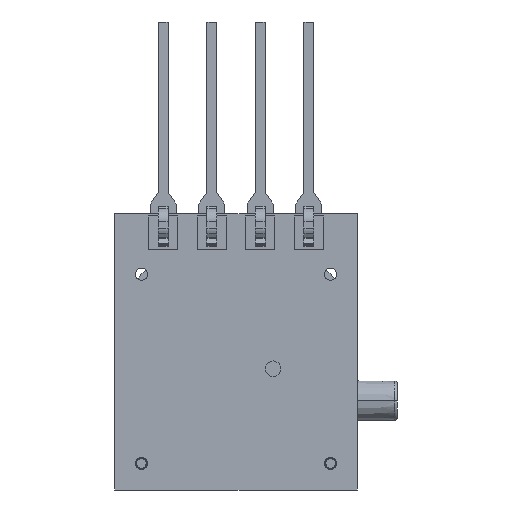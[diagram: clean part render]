
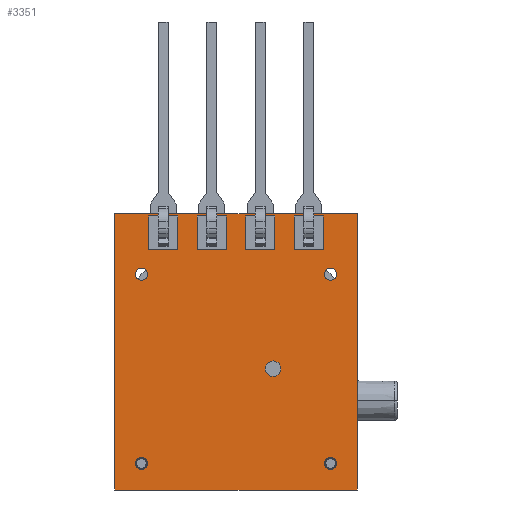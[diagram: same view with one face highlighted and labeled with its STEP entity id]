
A CAD part, front view. The second image highlights one B-rep face of the part: STEP entity #3351.
In plain terms, the highlighted planar face has unit normal (0, -1, 0).
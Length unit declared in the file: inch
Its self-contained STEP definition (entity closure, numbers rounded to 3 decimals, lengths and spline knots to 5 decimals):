
#75 = LINE ( 'NONE', #4386, #1556 ) ;
#271 = ORIENTED_EDGE ( 'NONE', *, *, #1035, .T. ) ;
#285 = VECTOR ( 'NONE', #572, 39.37008 ) ;
#319 = DIRECTION ( 'NONE',  ( 0., 1., 0. ) ) ;
#332 = EDGE_CURVE ( 'NONE', #2442, #3370, #75, .T. ) ;
#410 = ORIENTED_EDGE ( 'NONE', *, *, #6753, .T. ) ;
#457 = CARTESIAN_POINT ( 'NONE',  ( 0.445, -0.0125, -0.125 ) ) ;
#572 = DIRECTION ( 'NONE',  ( 0., 0., 1. ) ) ;
#686 = CIRCLE ( 'NONE', #5078, 0.0125 ) ;
#705 = DIRECTION ( 'NONE',  ( 0., 0., -1. ) ) ;
#897 = AXIS2_PLACEMENT_3D ( 'NONE', #3245, #4987, #6283 ) ;
#963 = DIRECTION ( 'NONE',  ( 0., 1., 0. ) ) ;
#969 = DIRECTION ( 'NONE',  ( 0., 0., -1. ) ) ;
#1000 = CIRCLE ( 'NONE', #4518, 0.016 ) ;
#1029 = DIRECTION ( 'NONE',  ( 0., 1., 0. ) ) ;
#1035 = EDGE_CURVE ( 'NONE', #1777, #3383, #4293, .T. ) ;
#1085 = LINE ( 'NONE', #1742, #6703 ) ;
#1102 = VERTEX_POINT ( 'NONE', #1803 ) ;
#1279 = AXIS2_PLACEMENT_3D ( 'NONE', #2905, #5394, #2471 ) ;
#1356 = EDGE_CURVE ( 'NONE', #5122, #1828, #4023, .T. ) ;
#1385 = EDGE_CURVE ( 'NONE', #3370, #1102, #2164, .T. ) ;
#1442 = VERTEX_POINT ( 'NONE', #6431 ) ;
#1530 = VERTEX_POINT ( 'NONE', #4815 ) ;
#1556 = VECTOR ( 'NONE', #705, 39.37008 ) ;
#1581 = CARTESIAN_POINT ( 'NONE',  ( 0., -0.0125, -0.57 ) ) ;
#1601 = ORIENTED_EDGE ( 'NONE', *, *, #1385, .F. ) ;
#1661 = CARTESIAN_POINT ( 'NONE',  ( 0., -0.0125, -0.57 ) ) ;
#1742 = CARTESIAN_POINT ( 'NONE',  ( 0., -0.0125, 0. ) ) ;
#1777 = VERTEX_POINT ( 'NONE', #4166 ) ;
#1803 = CARTESIAN_POINT ( 'NONE',  ( 0., -0.0125, -0.57 ) ) ;
#1816 = VERTEX_POINT ( 'NONE', #5868 ) ;
#1828 = VERTEX_POINT ( 'NONE', #7768 ) ;
#1907 = CIRCLE ( 'NONE', #3674, 0.0125 ) ;
#1933 = ORIENTED_EDGE ( 'NONE', *, *, #2769, .T. ) ;
#2041 = EDGE_LOOP ( 'NONE', ( #5401, #7684 ) ) ;
#2075 = AXIS2_PLACEMENT_3D ( 'NONE', #5707, #319, #2708 ) ;
#2102 = ORIENTED_EDGE ( 'NONE', *, *, #6869, .T. ) ;
#2164 = LINE ( 'NONE', #1581, #7362 ) ;
#2197 = CIRCLE ( 'NONE', #2075, 0.0125 ) ;
#2291 = FACE_BOUND ( 'NONE', #4231, .T. ) ;
#2321 = LINE ( 'NONE', #5404, #285 ) ;
#2380 = DIRECTION ( 'NONE',  ( 0., 1., 0. ) ) ;
#2426 = CIRCLE ( 'NONE', #5457, 0.0125 ) ;
#2427 = EDGE_CURVE ( 'NONE', #1828, #5122, #1000, .T. ) ;
#2442 = VERTEX_POINT ( 'NONE', #7198 ) ;
#2471 = DIRECTION ( 'NONE',  ( 0., 0., 1. ) ) ;
#2649 = CIRCLE ( 'NONE', #897, 0.0125 ) ;
#2708 = DIRECTION ( 'NONE',  ( 0., 0., 1. ) ) ;
#2769 = EDGE_CURVE ( 'NONE', #1442, #1816, #7312, .T. ) ;
#2774 = FACE_BOUND ( 'NONE', #2041, .T. ) ;
#2788 = CARTESIAN_POINT ( 'NONE',  ( 0.445, -0.0125, -0.515 ) ) ;
#2845 = DIRECTION ( 'NONE',  ( 0., 0., 1. ) ) ;
#2905 = CARTESIAN_POINT ( 'NONE',  ( 0.445, -0.0125, -0.125 ) ) ;
#2918 = DIRECTION ( 'NONE',  ( 0., 1., 0. ) ) ;
#2928 = FACE_BOUND ( 'NONE', #4022, .T. ) ;
#2952 = ORIENTED_EDGE ( 'NONE', *, *, #6337, .F. ) ;
#2968 = CARTESIAN_POINT ( 'NONE',  ( 0.055, -0.0125, -0.125 ) ) ;
#3158 = EDGE_CURVE ( 'NONE', #1530, #3914, #2649, .T. ) ;
#3245 = CARTESIAN_POINT ( 'NONE',  ( 0.055, -0.0125, -0.515 ) ) ;
#3342 = ORIENTED_EDGE ( 'NONE', *, *, #332, .F. ) ;
#3351 = ADVANCED_FACE ( 'NONE', ( #2291, #2928, #3399, #2774, #7034, #6366 ), #5338, .T. ) ;
#3365 = DIRECTION ( 'NONE',  ( 0., -1., 0. ) ) ;
#3370 = VERTEX_POINT ( 'NONE', #5884 ) ;
#3383 = VERTEX_POINT ( 'NONE', #6120 ) ;
#3399 = FACE_BOUND ( 'NONE', #6661, .T. ) ;
#3419 = AXIS2_PLACEMENT_3D ( 'NONE', #1661, #3365, #969 ) ;
#3479 = DIRECTION ( 'NONE',  ( 1., 0., 0. ) ) ;
#3674 = AXIS2_PLACEMENT_3D ( 'NONE', #4058, #1029, #7175 ) ;
#3684 = EDGE_CURVE ( 'NONE', #3383, #1777, #4810, .T. ) ;
#3745 = VERTEX_POINT ( 'NONE', #6033 ) ;
#3816 = CARTESIAN_POINT ( 'NONE',  ( 0.055, -0.0125, -0.5275 ) ) ;
#3821 = EDGE_CURVE ( 'NONE', #1102, #7752, #2321, .T. ) ;
#3914 = VERTEX_POINT ( 'NONE', #3816 ) ;
#3927 = ORIENTED_EDGE ( 'NONE', *, *, #3821, .F. ) ;
#4022 = EDGE_LOOP ( 'NONE', ( #6746, #1933 ) ) ;
#4023 = CIRCLE ( 'NONE', #6565, 0.016 ) ;
#4039 = AXIS2_PLACEMENT_3D ( 'NONE', #457, #2918, #2845 ) ;
#4058 = CARTESIAN_POINT ( 'NONE',  ( 0.055, -0.0125, -0.515 ) ) ;
#4166 = CARTESIAN_POINT ( 'NONE',  ( 0.445, -0.0125, -0.1375 ) ) ;
#4181 = CARTESIAN_POINT ( 'NONE',  ( 0.3265, -0.0125, -0.304 ) ) ;
#4200 = DIRECTION ( 'NONE',  ( 0., 0., 1. ) ) ;
#4231 = EDGE_LOOP ( 'NONE', ( #6002, #271 ) ) ;
#4293 = CIRCLE ( 'NONE', #1279, 0.0125 ) ;
#4386 = CARTESIAN_POINT ( 'NONE',  ( 0.5, -0.0125, 0. ) ) ;
#4504 = EDGE_CURVE ( 'NONE', #1816, #1442, #2197, .T. ) ;
#4518 = AXIS2_PLACEMENT_3D ( 'NONE', #4909, #2380, #4200 ) ;
#4652 = DIRECTION ( 'NONE',  ( -1., 0., 0. ) ) ;
#4810 = CIRCLE ( 'NONE', #4039, 0.0125 ) ;
#4815 = CARTESIAN_POINT ( 'NONE',  ( 0.055, -0.0125, -0.5025 ) ) ;
#4909 = CARTESIAN_POINT ( 'NONE',  ( 0.3265, -0.0125, -0.32 ) ) ;
#4987 = DIRECTION ( 'NONE',  ( 0., 1., 0. ) ) ;
#5078 = AXIS2_PLACEMENT_3D ( 'NONE', #2788, #6415, #7682 ) ;
#5122 = VERTEX_POINT ( 'NONE', #4181 ) ;
#5131 = VERTEX_POINT ( 'NONE', #6594 ) ;
#5338 = PLANE ( 'NONE',  #3419 ) ;
#5379 = DIRECTION ( 'NONE',  ( 0., 0., 1. ) ) ;
#5394 = DIRECTION ( 'NONE',  ( 0., 1., 0. ) ) ;
#5401 = ORIENTED_EDGE ( 'NONE', *, *, #3158, .T. ) ;
#5404 = CARTESIAN_POINT ( 'NONE',  ( 0., -0.0125, 0. ) ) ;
#5457 = AXIS2_PLACEMENT_3D ( 'NONE', #6113, #7519, #6079 ) ;
#5707 = CARTESIAN_POINT ( 'NONE',  ( 0.055, -0.0125, -0.125 ) ) ;
#5827 = CARTESIAN_POINT ( 'NONE',  ( 0., -0.0125, 0. ) ) ;
#5868 = CARTESIAN_POINT ( 'NONE',  ( 0.055, -0.0125, -0.1125 ) ) ;
#5884 = CARTESIAN_POINT ( 'NONE',  ( 0.5, -0.0125, -0.57 ) ) ;
#6002 = ORIENTED_EDGE ( 'NONE', *, *, #3684, .T. ) ;
#6033 = CARTESIAN_POINT ( 'NONE',  ( 0.445, -0.0125, -0.5025 ) ) ;
#6079 = DIRECTION ( 'NONE',  ( 0., 0., 1. ) ) ;
#6113 = CARTESIAN_POINT ( 'NONE',  ( 0.445, -0.0125, -0.515 ) ) ;
#6120 = CARTESIAN_POINT ( 'NONE',  ( 0.445, -0.0125, -0.1125 ) ) ;
#6283 = DIRECTION ( 'NONE',  ( 0., 0., 1. ) ) ;
#6310 = AXIS2_PLACEMENT_3D ( 'NONE', #2968, #7785, #5379 ) ;
#6337 = EDGE_CURVE ( 'NONE', #7752, #2442, #1085, .T. ) ;
#6357 = CARTESIAN_POINT ( 'NONE',  ( 0.3265, -0.0125, -0.32 ) ) ;
#6366 = FACE_OUTER_BOUND ( 'NONE', #6795, .T. ) ;
#6415 = DIRECTION ( 'NONE',  ( 0., 1., 0. ) ) ;
#6431 = CARTESIAN_POINT ( 'NONE',  ( 0.055, -0.0125, -0.1375 ) ) ;
#6468 = ORIENTED_EDGE ( 'NONE', *, *, #1356, .T. ) ;
#6565 = AXIS2_PLACEMENT_3D ( 'NONE', #6357, #963, #6830 ) ;
#6594 = CARTESIAN_POINT ( 'NONE',  ( 0.445, -0.0125, -0.5275 ) ) ;
#6661 = EDGE_LOOP ( 'NONE', ( #410, #2102 ) ) ;
#6703 = VECTOR ( 'NONE', #3479, 39.37008 ) ;
#6746 = ORIENTED_EDGE ( 'NONE', *, *, #4504, .T. ) ;
#6753 = EDGE_CURVE ( 'NONE', #3745, #5131, #2426, .T. ) ;
#6795 = EDGE_LOOP ( 'NONE', ( #3927, #1601, #3342, #2952 ) ) ;
#6830 = DIRECTION ( 'NONE',  ( 0., 0., 1. ) ) ;
#6869 = EDGE_CURVE ( 'NONE', #5131, #3745, #686, .T. ) ;
#6980 = EDGE_LOOP ( 'NONE', ( #6468, #7609 ) ) ;
#7034 = FACE_BOUND ( 'NONE', #6980, .T. ) ;
#7175 = DIRECTION ( 'NONE',  ( 0., 0., 1. ) ) ;
#7198 = CARTESIAN_POINT ( 'NONE',  ( 0.5, -0.0125, 0. ) ) ;
#7312 = CIRCLE ( 'NONE', #6310, 0.0125 ) ;
#7348 = EDGE_CURVE ( 'NONE', #3914, #1530, #1907, .T. ) ;
#7362 = VECTOR ( 'NONE', #4652, 39.37008 ) ;
#7519 = DIRECTION ( 'NONE',  ( 0., 1., 0. ) ) ;
#7609 = ORIENTED_EDGE ( 'NONE', *, *, #2427, .T. ) ;
#7682 = DIRECTION ( 'NONE',  ( 0., 0., 1. ) ) ;
#7684 = ORIENTED_EDGE ( 'NONE', *, *, #7348, .T. ) ;
#7752 = VERTEX_POINT ( 'NONE', #5827 ) ;
#7768 = CARTESIAN_POINT ( 'NONE',  ( 0.3265, -0.0125, -0.336 ) ) ;
#7785 = DIRECTION ( 'NONE',  ( 0., 1., 0. ) ) ;
